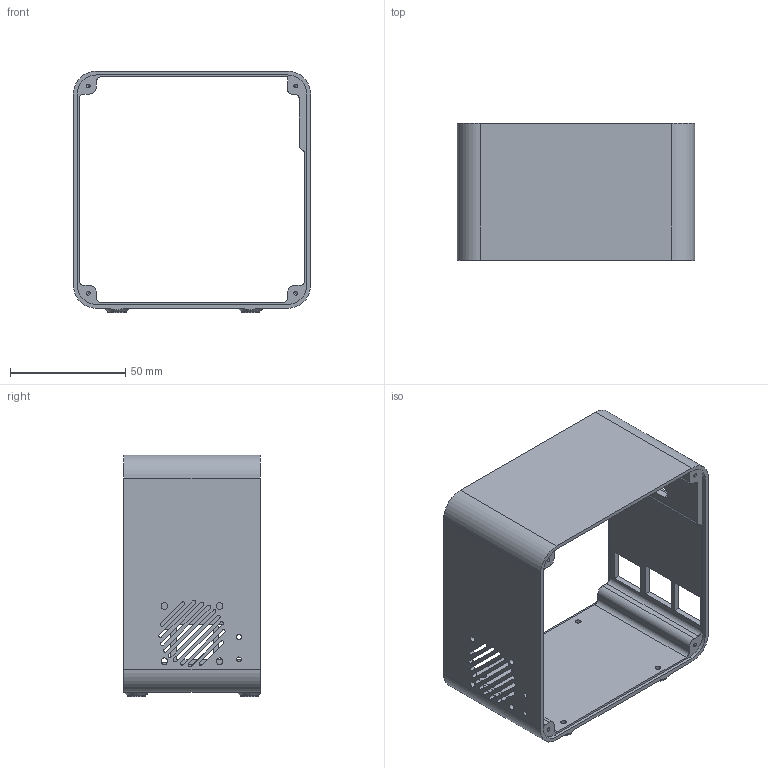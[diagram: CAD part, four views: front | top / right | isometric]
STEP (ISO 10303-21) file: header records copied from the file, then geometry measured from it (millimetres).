
FILE_DESCRIPTION (( 'STEP AP203' ), '1' );
FILE_NAME ('翋俋褲.STEP', '2025-02-20T12:45:15', ( '' ), ( '' ), 'SwSTEP 2.0', 'SolidWorks 2022', '' );
FILE_SCHEMA (( 'CONFIG_CONTROL_DESIGN' ));
Length unit declared in the file: millimetre
Products named in the file (1): 主外壳
Bounding box: 103 x 59.4 x 105 mm (x, y, z)
Volume: 66833.6 mm3; surface area: 48604.6 mm2
Topology: 1 solids, 1 shells, 209 faces, 574 edges, 365 vertices
Faces by surface type: cylinder 110, plane 72, cone 24, bspline 3
Entity records: 6855 total; most frequent: CARTESIAN_POINT 1267, DIRECTION 1197, ORIENTED_EDGE 1116, EDGE_CURVE 558, AXIS2_PLACEMENT_3D 440, VERTEX_POINT 365, VECTOR 317, LINE 317
